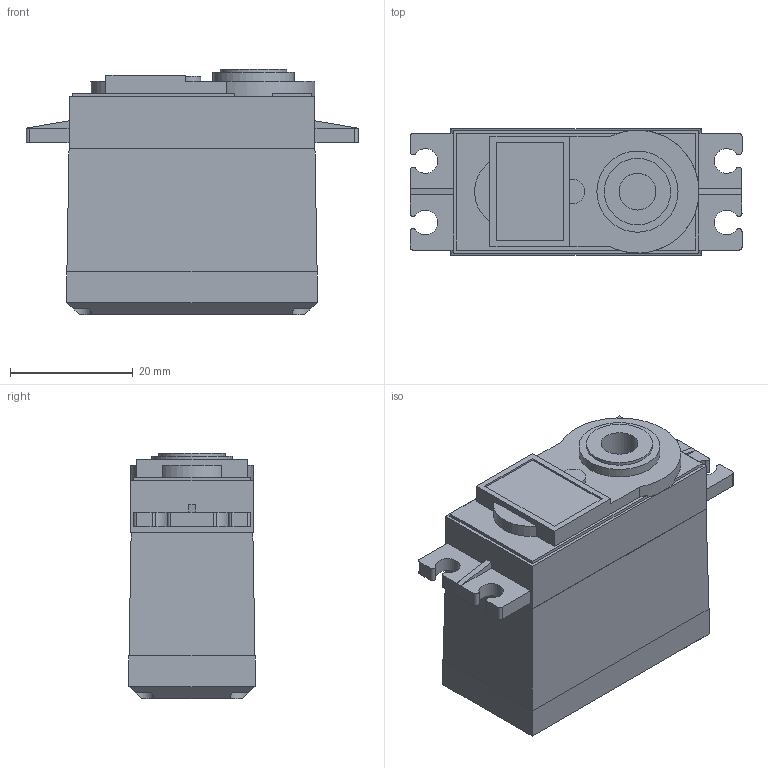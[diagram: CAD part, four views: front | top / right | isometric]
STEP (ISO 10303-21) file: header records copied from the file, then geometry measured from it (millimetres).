
FILE_DESCRIPTION(/* description */ ('STEP AP214'),/* implementation_level */ '2;1');
FILE_NAME(/* name */ '681926bb50d50a4ee48758f4',/* time_stamp */ '2025-05-05T20:59:40Z',/* author */ (''),/* organization */ (''),/* preprocessor_version */ 'ST-DEVELOPER v20',/* originating_system */ 'ONSHAPE BY PTC INC, 1.197',/* authorisation */ ' ');
FILE_SCHEMA (('AUTOMOTIVE_DESIGN {1 0 10303 214 3 1 1}'));
Length unit declared in the file: metre
Products named in the file (1): Compound
Bounding box: 54 x 20.5 x 40 mm (x, y, z)
Volume: 30798.4 mm3; surface area: 7173.1 mm2
Topology: 1 solids, 1 shells, 108 faces, 269 edges, 173 vertices
Faces by surface type: plane 78, cylinder 30
Full cylindrical faces by diameter (mm): 1.6 x4, 6 x1, 10.8 x1, 13.2 x1
Entity records: 3950 total; most frequent: DIRECTION 557, CARTESIAN_POINT 544, ORIENTED_EDGE 524, EDGE_CURVE 262, AXIS2_PLACEMENT_3D 186, LINE 185, VECTOR 185, VERTEX_POINT 173
